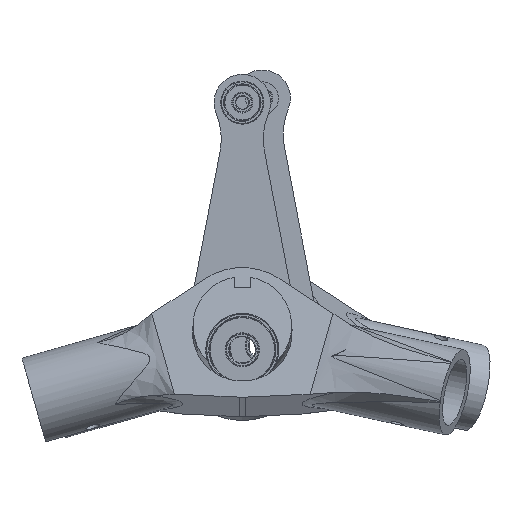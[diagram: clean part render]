
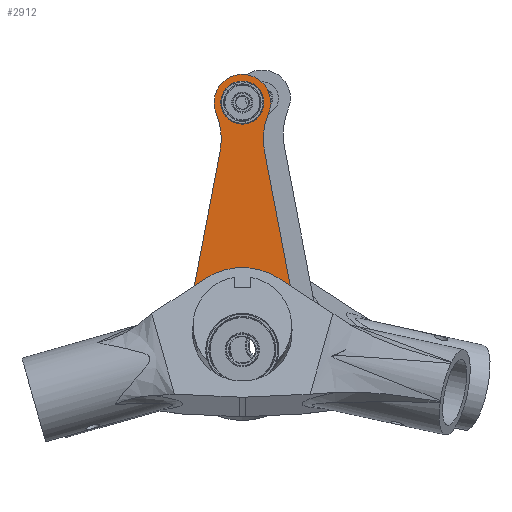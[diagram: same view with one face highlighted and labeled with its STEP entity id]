
A CAD part, front view. The second image highlights one B-rep face of the part: STEP entity #2912.
In plain terms, the highlighted face is planar.
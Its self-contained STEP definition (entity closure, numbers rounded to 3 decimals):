
#177=FACE_BOUND('',#687,.T.);
#178=FACE_BOUND('',#688,.T.);
#380=PLANE('',#3201);
#504=FACE_OUTER_BOUND('',#686,.T.);
#686=EDGE_LOOP('',(#2509,#2510,#2511,#2512,#2513,#2514));
#687=EDGE_LOOP('',(#2515));
#688=EDGE_LOOP('',(#2516));
#796=CIRCLE('',#3163,6.55);
#802=CIRCLE('',#3179,16.75);
#803=CIRCLE('',#3182,20.);
#805=CIRCLE('',#3185,8.6);
#807=CIRCLE('',#3188,20.);
#811=CIRCLE('',#3198,19.5);
#1007=LINE('',#6963,#1163);
#1014=LINE('',#6981,#1170);
#1163=VECTOR('',#3769,10.);
#1170=VECTOR('',#3788,10.);
#1382=VERTEX_POINT('',#6882);
#1400=VERTEX_POINT('',#6936);
#1401=VERTEX_POINT('',#6941);
#1402=VERTEX_POINT('',#6942);
#1405=VERTEX_POINT('',#6950);
#1407=VERTEX_POINT('',#6956);
#1409=VERTEX_POINT('',#6962);
#1414=VERTEX_POINT('',#6979);
#1746=EDGE_CURVE('',#1382,#1382,#796,.T.);
#1773=EDGE_CURVE('',#1400,#1400,#802,.T.);
#1774=EDGE_CURVE('',#1401,#1402,#803,.T.);
#1778=EDGE_CURVE('',#1402,#1405,#805,.T.);
#1781=EDGE_CURVE('',#1405,#1407,#807,.T.);
#1784=EDGE_CURVE('',#1407,#1409,#1007,.T.);
#1793=EDGE_CURVE('',#1414,#1401,#1014,.T.);
#1794=EDGE_CURVE('',#1409,#1414,#811,.T.);
#2509=ORIENTED_EDGE('',*,*,#1774,.F.);
#2510=ORIENTED_EDGE('',*,*,#1793,.F.);
#2511=ORIENTED_EDGE('',*,*,#1794,.F.);
#2512=ORIENTED_EDGE('',*,*,#1784,.F.);
#2513=ORIENTED_EDGE('',*,*,#1781,.F.);
#2514=ORIENTED_EDGE('',*,*,#1778,.F.);
#2515=ORIENTED_EDGE('',*,*,#1746,.T.);
#2516=ORIENTED_EDGE('',*,*,#1773,.T.);
#2912=ADVANCED_FACE('',(#504,#177,#178),#380,.F.);
#3163=AXIS2_PLACEMENT_3D('',#6883,#3688,#3689);
#3179=AXIS2_PLACEMENT_3D('',#6938,#3741,#3742);
#3182=AXIS2_PLACEMENT_3D('',#6943,#3747,#3748);
#3185=AXIS2_PLACEMENT_3D('',#6951,#3755,#3756);
#3188=AXIS2_PLACEMENT_3D('',#6957,#3762,#3763);
#3198=AXIS2_PLACEMENT_3D('',#6983,#3791,#3792);
#3201=AXIS2_PLACEMENT_3D('',#6986,#3797,#3798);
#3688=DIRECTION('center_axis',(0.,0.,1.));
#3689=DIRECTION('ref_axis',(1.,0.,0.));
#3741=DIRECTION('center_axis',(0.,0.,1.));
#3742=DIRECTION('ref_axis',(1.,0.,0.));
#3747=DIRECTION('center_axis',(0.,0.,-1.));
#3748=DIRECTION('ref_axis',(-0.995,0.103,0.));
#3755=DIRECTION('center_axis',(0.,0.,1.));
#3756=DIRECTION('ref_axis',(1.,0.,0.));
#3762=DIRECTION('center_axis',(0.,0.,-1.));
#3763=DIRECTION('ref_axis',(0.995,0.103,0.));
#3769=DIRECTION('',(-0.188,-0.982,0.));
#3788=DIRECTION('',(-0.188,0.982,0.));
#3791=DIRECTION('center_axis',(0.,0.,1.));
#3792=DIRECTION('ref_axis',(1.,0.,0.));
#3797=DIRECTION('center_axis',(0.,0.,1.));
#3798=DIRECTION('ref_axis',(1.,0.,0.));
#6882=CARTESIAN_POINT('',(-6.55,75.2,0.));
#6883=CARTESIAN_POINT('Origin',(0.,75.2,0.));
#6936=CARTESIAN_POINT('',(-16.75,0.,0.));
#6938=CARTESIAN_POINT('Origin',(0.,0.,0.));
#6941=CARTESIAN_POINT('',(6.751,60.422,0.));
#6942=CARTESIAN_POINT('',(7.937,71.888,0.));
#6943=CARTESIAN_POINT('Origin',(26.394,64.186,0.));
#6950=CARTESIAN_POINT('',(-7.937,71.888,0.));
#6951=CARTESIAN_POINT('Origin',(0.,75.2,0.));
#6956=CARTESIAN_POINT('',(-6.751,60.422,0.));
#6957=CARTESIAN_POINT('Origin',(-26.394,64.186,0.));
#6962=CARTESIAN_POINT('',(-16.267,10.753,0.));
#6963=CARTESIAN_POINT('',(-3.781,75.924,0.));
#6979=CARTESIAN_POINT('',(16.267,10.753,0.));
#6981=CARTESIAN_POINT('',(17.678,3.387,0.));
#6983=CARTESIAN_POINT('Origin',(0.,0.,0.));
#6986=CARTESIAN_POINT('Origin',(0.,32.15,0.));
